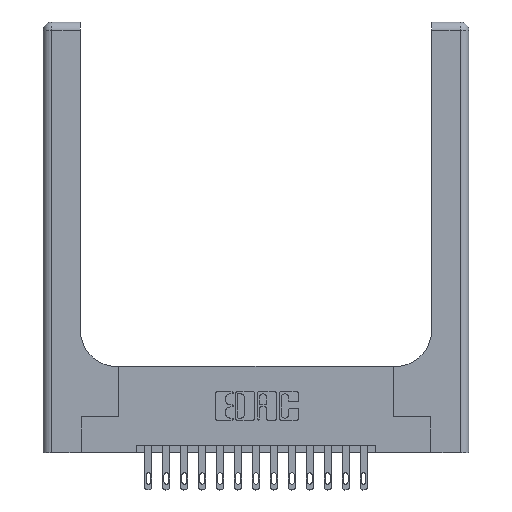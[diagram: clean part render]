
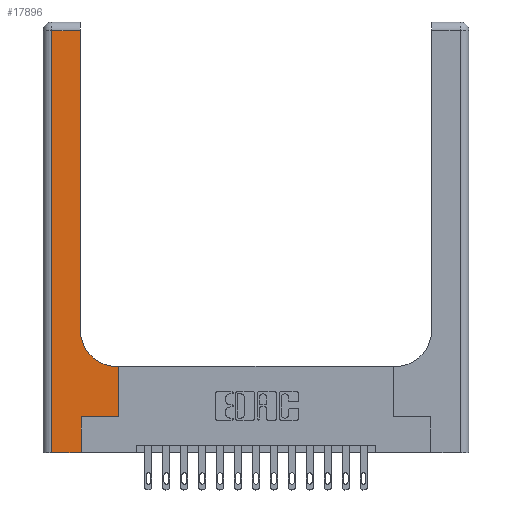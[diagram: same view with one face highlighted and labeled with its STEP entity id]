
A CAD part, top view. The second image highlights one B-rep face of the part: STEP entity #17896.
In plain terms, the highlighted planar face has unit normal (0, 0, 1).
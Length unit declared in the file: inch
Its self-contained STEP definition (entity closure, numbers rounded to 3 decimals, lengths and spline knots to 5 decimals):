
#346 = EDGE_CURVE ( 'NONE', #15731, #9393, #13348, .T. ) ;
#560 = VECTOR ( 'NONE', #4590, 39.37008 ) ;
#1183 = DIRECTION ( 'NONE',  ( 0., 0., -1. ) ) ;
#1240 = ORIENTED_EDGE ( 'NONE', *, *, #9169, .T. ) ;
#1357 = FACE_OUTER_BOUND ( 'NONE', #15839, .T. ) ;
#1385 = ORIENTED_EDGE ( 'NONE', *, *, #3040, .T. ) ;
#1590 = LINE ( 'NONE', #17002, #560 ) ;
#1630 = VECTOR ( 'NONE', #2259, 39.37008 ) ;
#1651 = VERTEX_POINT ( 'NONE', #5870 ) ;
#1666 = EDGE_CURVE ( 'NONE', #5515, #16639, #11575, .T. ) ;
#1923 = CARTESIAN_POINT ( 'NONE',  ( 0.26, 0.6, 0.37 ) ) ;
#2259 = DIRECTION ( 'NONE',  ( 0., 1., 0. ) ) ;
#2452 = LINE ( 'NONE', #15248, #13009 ) ;
#2538 = CARTESIAN_POINT ( 'NONE',  ( 0.265, 0., 0.37 ) ) ;
#2810 = DIRECTION ( 'NONE',  ( 1., 0., 0. ) ) ;
#2858 = CARTESIAN_POINT ( 'NONE',  ( 0.06, 0., 0.37 ) ) ;
#2874 = CARTESIAN_POINT ( 'NONE',  ( 0., 2.94, 0.37 ) ) ;
#3040 = EDGE_CURVE ( 'NONE', #16639, #4034, #7384, .T. ) ;
#3331 = LINE ( 'NONE', #12953, #13629 ) ;
#3538 = DIRECTION ( 'NONE',  ( 0., 0., -1. ) ) ;
#3592 = ORIENTED_EDGE ( 'NONE', *, *, #346, .T. ) ;
#3742 = AXIS2_PLACEMENT_3D ( 'NONE', #5192, #1183, #16251 ) ;
#4034 = VERTEX_POINT ( 'NONE', #2858 ) ;
#4147 = AXIS2_PLACEMENT_3D ( 'NONE', #7719, #3538, #17591 ) ;
#4193 = CARTESIAN_POINT ( 'NONE',  ( 0.51, 0.6, 0.37 ) ) ;
#4590 = DIRECTION ( 'NONE',  ( 0., 1., 0. ) ) ;
#4620 = ORIENTED_EDGE ( 'NONE', *, *, #15496, .T. ) ;
#4630 = EDGE_CURVE ( 'NONE', #6045, #9324, #11553, .T. ) ;
#5192 = CARTESIAN_POINT ( 'NONE',  ( 0., 3., 0.37 ) ) ;
#5460 = LINE ( 'NONE', #6553, #14463 ) ;
#5515 = VERTEX_POINT ( 'NONE', #12880 ) ;
#5550 = PLANE ( 'NONE',  #3742 ) ;
#5772 = ORIENTED_EDGE ( 'NONE', *, *, #17857, .T. ) ;
#5870 = CARTESIAN_POINT ( 'NONE',  ( 0.26, 0.85, 0.37 ) ) ;
#6045 = VERTEX_POINT ( 'NONE', #11677 ) ;
#6070 = ORIENTED_EDGE ( 'NONE', *, *, #4630, .T. ) ;
#6171 = CIRCLE ( 'NONE', #4147, 0.25 ) ;
#6553 = CARTESIAN_POINT ( 'NONE',  ( 0.528, 0.25, 0.37 ) ) ;
#7384 = LINE ( 'NONE', #8488, #17043 ) ;
#7468 = DIRECTION ( 'NONE',  ( -1., 0., 0. ) ) ;
#7719 = CARTESIAN_POINT ( 'NONE',  ( 0.51, 0.85, 0.37 ) ) ;
#8039 = ORIENTED_EDGE ( 'NONE', *, *, #1666, .T. ) ;
#8275 = EDGE_CURVE ( 'NONE', #9393, #12456, #3331, .T. ) ;
#8488 = CARTESIAN_POINT ( 'NONE',  ( 0.06, 3., 0.37 ) ) ;
#9169 = EDGE_CURVE ( 'NONE', #1651, #5515, #1590, .T. ) ;
#9324 = VERTEX_POINT ( 'NONE', #4193 ) ;
#9393 = VERTEX_POINT ( 'NONE', #10924 ) ;
#9464 = DIRECTION ( 'NONE',  ( 0., 1., 0. ) ) ;
#10328 = ORIENTED_EDGE ( 'NONE', *, *, #8275, .T. ) ;
#10665 = VECTOR ( 'NONE', #13954, 39.37008 ) ;
#10924 = CARTESIAN_POINT ( 'NONE',  ( 0.265, 0.25, 0.37 ) ) ;
#11211 = DIRECTION ( 'NONE',  ( 0., -1., 0. ) ) ;
#11553 = LINE ( 'NONE', #1923, #13396 ) ;
#11575 = LINE ( 'NONE', #2874, #10665 ) ;
#11677 = CARTESIAN_POINT ( 'NONE',  ( 0.528, 0.6, 0.37 ) ) ;
#12456 = VERTEX_POINT ( 'NONE', #15434 ) ;
#12685 = CARTESIAN_POINT ( 'NONE',  ( 0.265, 0., 0.37 ) ) ;
#12880 = CARTESIAN_POINT ( 'NONE',  ( 0.26, 2.94, 0.37 ) ) ;
#12953 = CARTESIAN_POINT ( 'NONE',  ( 0.265, 0.25, 0.37 ) ) ;
#13009 = VECTOR ( 'NONE', #2810, 39.37008 ) ;
#13348 = LINE ( 'NONE', #2538, #1630 ) ;
#13396 = VECTOR ( 'NONE', #7468, 39.37008 ) ;
#13629 = VECTOR ( 'NONE', #14410, 39.37008 ) ;
#13715 = CARTESIAN_POINT ( 'NONE',  ( 0.06, 2.94, 0.37 ) ) ;
#13954 = DIRECTION ( 'NONE',  ( -1., 0., 0. ) ) ;
#14364 = ORIENTED_EDGE ( 'NONE', *, *, #17934, .T. ) ;
#14410 = DIRECTION ( 'NONE',  ( 1., 0., 0. ) ) ;
#14463 = VECTOR ( 'NONE', #9464, 39.37008 ) ;
#15248 = CARTESIAN_POINT ( 'NONE',  ( 0., 0., 0.37 ) ) ;
#15434 = CARTESIAN_POINT ( 'NONE',  ( 0.528, 0.25, 0.37 ) ) ;
#15496 = EDGE_CURVE ( 'NONE', #9324, #1651, #6171, .T. ) ;
#15731 = VERTEX_POINT ( 'NONE', #12685 ) ;
#15839 = EDGE_LOOP ( 'NONE', ( #1240, #8039, #1385, #14364, #3592, #10328, #5772, #6070, #4620 ) ) ;
#16251 = DIRECTION ( 'NONE',  ( -1., 0., 0. ) ) ;
#16639 = VERTEX_POINT ( 'NONE', #13715 ) ;
#17002 = CARTESIAN_POINT ( 'NONE',  ( 0.26, 3., 0.37 ) ) ;
#17043 = VECTOR ( 'NONE', #11211, 39.37008 ) ;
#17591 = DIRECTION ( 'NONE',  ( 1., 0., 0. ) ) ;
#17857 = EDGE_CURVE ( 'NONE', #12456, #6045, #5460, .T. ) ;
#17896 = ADVANCED_FACE ( 'NONE', ( #1357 ), #5550, .F. ) ;
#17934 = EDGE_CURVE ( 'NONE', #4034, #15731, #2452, .T. ) ;
